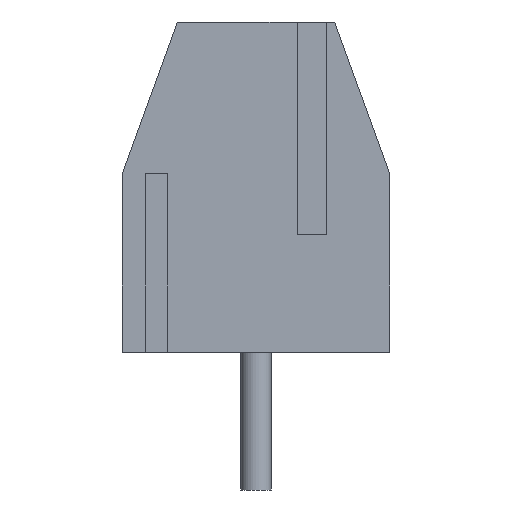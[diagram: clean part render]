
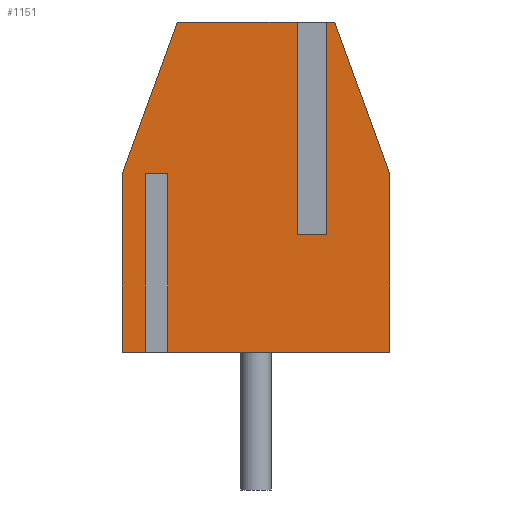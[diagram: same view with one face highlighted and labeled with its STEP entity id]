
A CAD part, left-side view. The second image highlights one B-rep face of the part: STEP entity #1151.
In plain terms, the highlighted planar face has unit normal (-1, 0, 0).
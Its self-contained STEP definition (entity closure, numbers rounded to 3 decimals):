
#1095=AXIS2_PLACEMENT_3D('Plane Axis2P3D',#1092,#1093,#1094) ;
#200=CARTESIAN_POINT('Vertex',(0.45,6.8,3.5)) ;
#247=CARTESIAN_POINT('Vertex',(0.45,0.,3.5)) ;
#250=CARTESIAN_POINT('Line Origine',(0.45,2.825,3.5)) ;
#254=CARTESIAN_POINT('Vertex',(0.45,5.65,3.5)) ;
#303=CARTESIAN_POINT('Vertex',(0.45,6.2,3.5)) ;
#306=CARTESIAN_POINT('Line Origine',(0.45,6.5,3.5)) ;
#433=CARTESIAN_POINT('Line Origine',(0.45,6.8,5.775)) ;
#437=CARTESIAN_POINT('Vertex',(0.45,6.8,8.05)) ;
#458=CARTESIAN_POINT('Line Origine',(0.45,6.1,9.975)) ;
#462=CARTESIAN_POINT('Vertex',(0.45,5.4,11.9)) ;
#483=CARTESIAN_POINT('Line Origine',(0.45,3.825,11.9)) ;
#487=CARTESIAN_POINT('Vertex',(0.45,2.25,11.9)) ;
#536=CARTESIAN_POINT('Vertex',(0.45,1.7,11.9)) ;
#539=CARTESIAN_POINT('Line Origine',(0.45,1.55,11.9)) ;
#543=CARTESIAN_POINT('Vertex',(0.45,1.4,11.9)) ;
#817=CARTESIAN_POINT('Line Origine',(0.45,0.7,9.975)) ;
#821=CARTESIAN_POINT('Vertex',(0.45,0.,8.05)) ;
#842=CARTESIAN_POINT('Line Origine',(0.45,0.,5.775)) ;
#1092=CARTESIAN_POINT('Axis2P3D Location',(0.45,0.,0.)) ;
#1097=CARTESIAN_POINT('Line Origine',(0.45,1.7,9.2)) ;
#1101=CARTESIAN_POINT('Vertex',(0.45,1.7,6.5)) ;
#1104=CARTESIAN_POINT('Line Origine',(0.45,1.975,6.5)) ;
#1108=CARTESIAN_POINT('Vertex',(0.45,2.25,6.5)) ;
#1111=CARTESIAN_POINT('Line Origine',(0.45,2.25,9.2)) ;
#1116=CARTESIAN_POINT('Line Origine',(0.45,6.2,5.775)) ;
#1120=CARTESIAN_POINT('Vertex',(0.45,6.2,8.05)) ;
#1123=CARTESIAN_POINT('Line Origine',(0.45,5.925,8.05)) ;
#1127=CARTESIAN_POINT('Vertex',(0.45,5.65,8.05)) ;
#1130=CARTESIAN_POINT('Line Origine',(0.45,5.65,5.775)) ;
#251=DIRECTION('Vector Direction',(0.,1.,0.)) ;
#307=DIRECTION('Vector Direction',(0.,1.,0.)) ;
#434=DIRECTION('Vector Direction',(0.,0.,1.)) ;
#459=DIRECTION('Vector Direction',(0.,-0.342,0.94)) ;
#484=DIRECTION('Vector Direction',(0.,-1.,0.)) ;
#540=DIRECTION('Vector Direction',(0.,-1.,0.)) ;
#818=DIRECTION('Vector Direction',(0.,-0.342,-0.94)) ;
#843=DIRECTION('Vector Direction',(0.,0.,-1.)) ;
#1093=DIRECTION('Axis2P3D Direction',(-1.,0.,0.)) ;
#1094=DIRECTION('Axis2P3D XDirection',(0.,0.,1.)) ;
#1098=DIRECTION('Vector Direction',(0.,0.,1.)) ;
#1105=DIRECTION('Vector Direction',(0.,1.,0.)) ;
#1112=DIRECTION('Vector Direction',(0.,0.,1.)) ;
#1117=DIRECTION('Vector Direction',(0.,0.,1.)) ;
#1124=DIRECTION('Vector Direction',(0.,1.,0.)) ;
#1131=DIRECTION('Vector Direction',(0.,0.,1.)) ;
#252=VECTOR('Line Direction',#251,1.) ;
#308=VECTOR('Line Direction',#307,1.) ;
#435=VECTOR('Line Direction',#434,1.) ;
#460=VECTOR('Line Direction',#459,1.) ;
#485=VECTOR('Line Direction',#484,1.) ;
#541=VECTOR('Line Direction',#540,1.) ;
#819=VECTOR('Line Direction',#818,1.) ;
#844=VECTOR('Line Direction',#843,1.) ;
#1099=VECTOR('Line Direction',#1098,1.) ;
#1106=VECTOR('Line Direction',#1105,1.) ;
#1113=VECTOR('Line Direction',#1112,1.) ;
#1118=VECTOR('Line Direction',#1117,1.) ;
#1125=VECTOR('Line Direction',#1124,1.) ;
#1132=VECTOR('Line Direction',#1131,1.) ;
#1136=ORIENTED_EDGE('',*,*,#256,.T.) ;
#1137=ORIENTED_EDGE('',*,*,#846,.T.) ;
#1138=ORIENTED_EDGE('',*,*,#823,.T.) ;
#1139=ORIENTED_EDGE('',*,*,#545,.T.) ;
#1140=ORIENTED_EDGE('',*,*,#1103,.F.) ;
#1141=ORIENTED_EDGE('',*,*,#1110,.T.) ;
#1142=ORIENTED_EDGE('',*,*,#1115,.T.) ;
#1143=ORIENTED_EDGE('',*,*,#489,.T.) ;
#1144=ORIENTED_EDGE('',*,*,#464,.T.) ;
#1145=ORIENTED_EDGE('',*,*,#439,.T.) ;
#1146=ORIENTED_EDGE('',*,*,#310,.T.) ;
#1147=ORIENTED_EDGE('',*,*,#1122,.T.) ;
#1148=ORIENTED_EDGE('',*,*,#1129,.T.) ;
#1149=ORIENTED_EDGE('',*,*,#1134,.F.) ;
#1151=ADVANCED_FACE('HOUSING',(#1150),#1096,.T.) ;
#256=EDGE_CURVE('',#255,#248,#253,.F.) ;
#310=EDGE_CURVE('',#201,#304,#309,.F.) ;
#439=EDGE_CURVE('',#438,#201,#436,.F.) ;
#464=EDGE_CURVE('',#463,#438,#461,.F.) ;
#489=EDGE_CURVE('',#488,#463,#486,.F.) ;
#545=EDGE_CURVE('',#544,#537,#542,.F.) ;
#823=EDGE_CURVE('',#822,#544,#820,.F.) ;
#846=EDGE_CURVE('',#248,#822,#845,.F.) ;
#1103=EDGE_CURVE('',#1102,#537,#1100,.T.) ;
#1110=EDGE_CURVE('',#1102,#1109,#1107,.T.) ;
#1115=EDGE_CURVE('',#1109,#488,#1114,.T.) ;
#1122=EDGE_CURVE('',#304,#1121,#1119,.T.) ;
#1129=EDGE_CURVE('',#1121,#1128,#1126,.F.) ;
#1134=EDGE_CURVE('',#255,#1128,#1133,.T.) ;
#1135=EDGE_LOOP('',(#1136,#1137,#1138,#1139,#1140,#1141,#1142,#1143,#1144,#1145,#1146,#1147,#1148,#1149)) ;
#1150=FACE_OUTER_BOUND('',#1135,.T.) ;
#253=LINE('Line',#250,#252) ;
#309=LINE('Line',#306,#308) ;
#436=LINE('Line',#433,#435) ;
#461=LINE('Line',#458,#460) ;
#486=LINE('Line',#483,#485) ;
#542=LINE('Line',#539,#541) ;
#820=LINE('Line',#817,#819) ;
#845=LINE('Line',#842,#844) ;
#1100=LINE('Line',#1097,#1099) ;
#1107=LINE('Line',#1104,#1106) ;
#1114=LINE('Line',#1111,#1113) ;
#1119=LINE('Line',#1116,#1118) ;
#1126=LINE('Line',#1123,#1125) ;
#1133=LINE('Line',#1130,#1132) ;
#1096=PLANE('',#1095) ;
#201=VERTEX_POINT('',#200) ;
#248=VERTEX_POINT('',#247) ;
#255=VERTEX_POINT('',#254) ;
#304=VERTEX_POINT('',#303) ;
#438=VERTEX_POINT('',#437) ;
#463=VERTEX_POINT('',#462) ;
#488=VERTEX_POINT('',#487) ;
#537=VERTEX_POINT('',#536) ;
#544=VERTEX_POINT('',#543) ;
#822=VERTEX_POINT('',#821) ;
#1102=VERTEX_POINT('',#1101) ;
#1109=VERTEX_POINT('',#1108) ;
#1121=VERTEX_POINT('',#1120) ;
#1128=VERTEX_POINT('',#1127) ;
